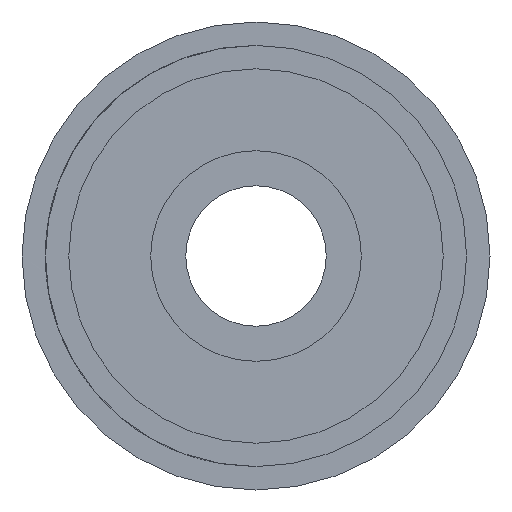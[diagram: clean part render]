
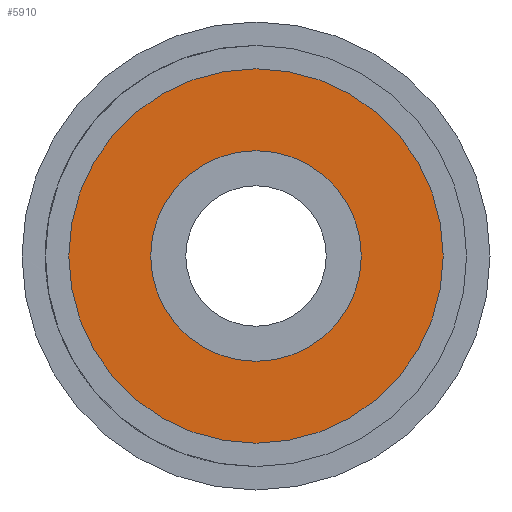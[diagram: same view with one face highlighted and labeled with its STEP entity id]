
A CAD part, left-side view. The second image highlights one B-rep face of the part: STEP entity #5910.
In plain terms, the highlighted planar face has unit normal (-1, 0, 0).
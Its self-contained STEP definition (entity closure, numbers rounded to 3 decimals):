
#9 = EDGE_CURVE ( 'NONE', #6634, #5629, #864, .T. ) ;
#35 = ORIENTED_EDGE ( 'NONE', *, *, #9, .F. ) ;
#217 = CARTESIAN_POINT ( 'NONE',  ( 0., 0., 0. ) ) ;
#491 = CARTESIAN_POINT ( 'NONE',  ( 0., 0., 0. ) ) ;
#557 = CARTESIAN_POINT ( 'NONE',  ( 0., 0., 0. ) ) ;
#569 = CARTESIAN_POINT ( 'NONE',  ( 0., 0., -4.5 ) ) ;
#701 = DIRECTION ( 'NONE',  ( -1., 0., 0. ) ) ;
#864 = CIRCLE ( 'NONE', #1437, 4.5 ) ;
#903 = EDGE_LOOP ( 'NONE', ( #5941, #4587 ) ) ;
#1437 = AXIS2_PLACEMENT_3D ( 'NONE', #217, #8381, #1489 ) ;
#1443 = AXIS2_PLACEMENT_3D ( 'NONE', #491, #4577, #3337 ) ;
#1489 = DIRECTION ( 'NONE',  ( 0., 0., 1. ) ) ;
#1834 = FACE_BOUND ( 'NONE', #2584, .T. ) ;
#2574 = ORIENTED_EDGE ( 'NONE', *, *, #4696, .F. ) ;
#2584 = EDGE_LOOP ( 'NONE', ( #2574, #35 ) ) ;
#2694 = VERTEX_POINT ( 'NONE', #3255 ) ;
#3074 = DIRECTION ( 'NONE',  ( -1., 0., 0. ) ) ;
#3255 = CARTESIAN_POINT ( 'NONE',  ( 0., 0., -8. ) ) ;
#3283 = EDGE_CURVE ( 'NONE', #7034, #2694, #5210, .T. ) ;
#3318 = DIRECTION ( 'NONE',  ( 0., 0., 1. ) ) ;
#3331 = CARTESIAN_POINT ( 'NONE',  ( 0., 0., 4.5 ) ) ;
#3337 = DIRECTION ( 'NONE',  ( 0., 0., 1. ) ) ;
#3834 = DIRECTION ( 'NONE',  ( 1., 0., 0. ) ) ;
#3875 = FACE_OUTER_BOUND ( 'NONE', #903, .T. ) ;
#4510 = AXIS2_PLACEMENT_3D ( 'NONE', #7276, #3834, #5237 ) ;
#4577 = DIRECTION ( 'NONE',  ( -1., 0., 0. ) ) ;
#4587 = ORIENTED_EDGE ( 'NONE', *, *, #8212, .T. ) ;
#4696 = EDGE_CURVE ( 'NONE', #5629, #6634, #6941, .T. ) ;
#5210 = CIRCLE ( 'NONE', #5618, 8. ) ;
#5237 = DIRECTION ( 'NONE',  ( 0., 0., -1. ) ) ;
#5618 = AXIS2_PLACEMENT_3D ( 'NONE', #557, #3074, #3318 ) ;
#5629 = VERTEX_POINT ( 'NONE', #3331 ) ;
#5910 = ADVANCED_FACE ( 'NONE', ( #1834, #3875 ), #6547, .F. ) ;
#5941 = ORIENTED_EDGE ( 'NONE', *, *, #3283, .T. ) ;
#6185 = DIRECTION ( 'NONE',  ( 0., 0., 1. ) ) ;
#6547 = PLANE ( 'NONE',  #4510 ) ;
#6634 = VERTEX_POINT ( 'NONE', #569 ) ;
#6676 = AXIS2_PLACEMENT_3D ( 'NONE', #6953, #701, #6185 ) ;
#6941 = CIRCLE ( 'NONE', #1443, 4.5 ) ;
#6953 = CARTESIAN_POINT ( 'NONE',  ( 0., 0., 0. ) ) ;
#7034 = VERTEX_POINT ( 'NONE', #8224 ) ;
#7276 = CARTESIAN_POINT ( 'NONE',  ( 0., 0., 0. ) ) ;
#7997 = CIRCLE ( 'NONE', #6676, 8. ) ;
#8212 = EDGE_CURVE ( 'NONE', #2694, #7034, #7997, .T. ) ;
#8224 = CARTESIAN_POINT ( 'NONE',  ( 0., 0., 8. ) ) ;
#8381 = DIRECTION ( 'NONE',  ( -1., 0., 0. ) ) ;
